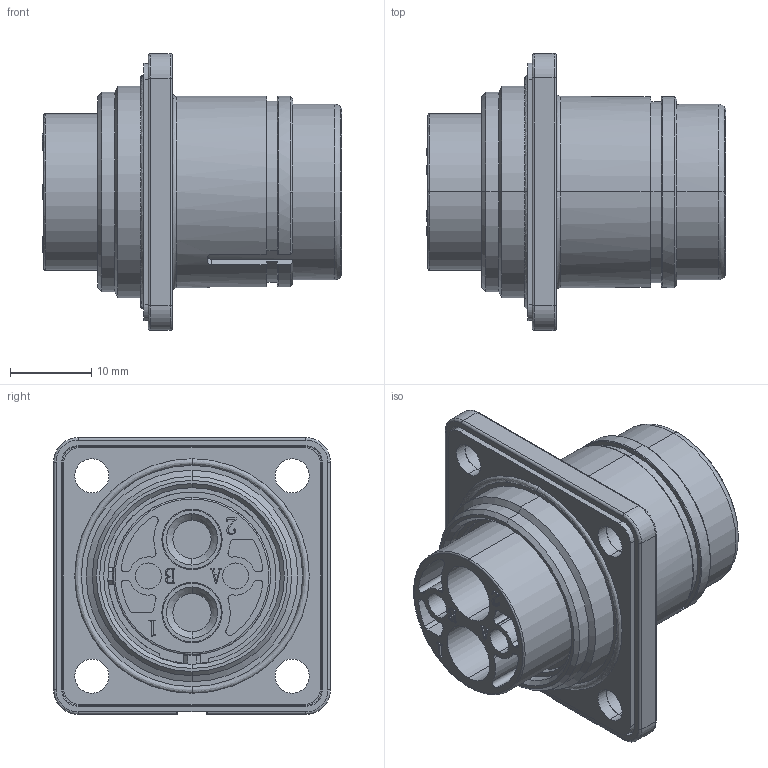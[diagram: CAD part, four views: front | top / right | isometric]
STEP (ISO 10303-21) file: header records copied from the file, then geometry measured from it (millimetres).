
FILE_DESCRIPTION (( 'STEP AP203' ), '1' );
FILE_NAME ('YG982-脣釱蚾饜极.STEP', '2017-10-10T02:43:54', ( 'admin' ), ( ' ' ), 'SwSTEP 2.0', 'SolidWorks 2012', '' );
FILE_SCHEMA (( 'CONFIG_CONTROL_DESIGN' ));
Length unit declared in the file: millimetre
Products named in the file (1): YG982-脣釱蚾饜极
Bounding box: 36.8 x 34 x 34 mm (x, y, z)
Volume: 14252.4 mm3; surface area: 11650.2 mm2
Topology: 1 solids, 5 shells, 698 faces, 1856 edges, 1195 vertices
Faces by surface type: plane 302, cylinder 213, bspline 151, cone 32
Entity records: 26554 total; most frequent: CARTESIAN_POINT 9622, ORIENTED_EDGE 3712, DIRECTION 3285, EDGE_CURVE 1856, VERTEX_POINT 1195, AXIS2_PLACEMENT_3D 1184, VECTOR 917, LINE 917
